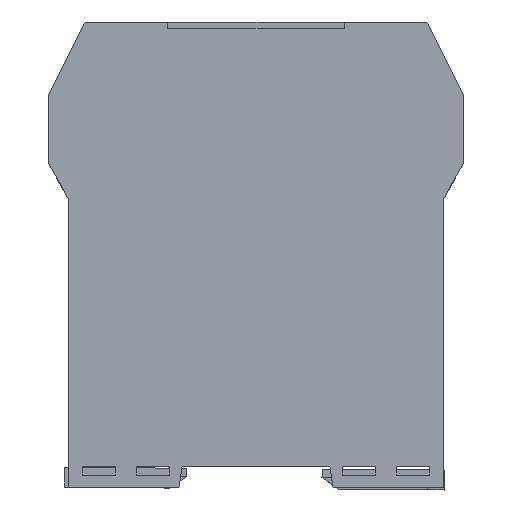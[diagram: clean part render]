
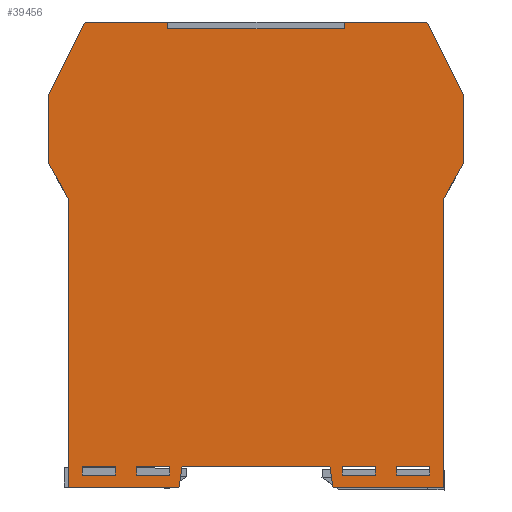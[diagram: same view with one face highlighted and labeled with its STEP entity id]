
A CAD part, top view. The second image highlights one B-rep face of the part: STEP entity #39456.
In plain terms, the highlighted planar face has unit normal (0, 0, 1).
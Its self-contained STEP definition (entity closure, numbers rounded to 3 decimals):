
#1148=LINE('',#55821,#6052);
#1152=LINE('',#55830,#6056);
#1156=LINE('',#55839,#6060);
#1160=LINE('',#55848,#6064);
#1174=LINE('',#55877,#6078);
#1178=LINE('',#55886,#6082);
#1182=LINE('',#55895,#6086);
#1186=LINE('',#55904,#6090);
#1206=LINE('',#55942,#6110);
#1217=LINE('',#55964,#6121);
#1230=LINE('',#55988,#6134);
#1241=LINE('',#56008,#6145);
#1249=LINE('',#56024,#6153);
#1276=LINE('',#56090,#6180);
#1278=LINE('',#56095,#6182);
#1664=LINE('',#56910,#6568);
#1667=LINE('',#56915,#6571);
#1669=LINE('',#56920,#6573);
#1671=LINE('',#56926,#6575);
#1673=LINE('',#56930,#6577);
#1675=LINE('',#56934,#6579);
#1677=LINE('',#56937,#6581);
#1678=LINE('',#56939,#6582);
#1679=LINE('',#56942,#6583);
#1681=LINE('',#56945,#6585);
#1682=LINE('',#56946,#6586);
#1683=LINE('',#56947,#6587);
#1684=LINE('',#56948,#6588);
#1685=LINE('',#56949,#6589);
#1687=LINE('',#56953,#6591);
#1689=LINE('',#56957,#6593);
#1691=LINE('',#56961,#6595);
#1693=LINE('',#56965,#6597);
#1695=LINE('',#56968,#6599);
#6052=VECTOR('',#44873,10.);
#6056=VECTOR('',#44879,10.);
#6060=VECTOR('',#44885,10.);
#6064=VECTOR('',#44891,10.);
#6078=VECTOR('',#44911,10.);
#6082=VECTOR('',#44917,10.);
#6086=VECTOR('',#44923,10.);
#6090=VECTOR('',#44929,10.);
#6110=VECTOR('',#44957,10.);
#6121=VECTOR('',#44976,10.);
#6134=VECTOR('',#44999,10.);
#6145=VECTOR('',#45018,10.);
#6153=VECTOR('',#45034,10.);
#6180=VECTOR('',#45077,10.);
#6182=VECTOR('',#45081,10.);
#6568=VECTOR('',#45845,10.);
#6571=VECTOR('',#45850,10.);
#6573=VECTOR('',#45854,10.);
#6575=VECTOR('',#45862,10.);
#6577=VECTOR('',#45866,10.);
#6579=VECTOR('',#45870,10.);
#6581=VECTOR('',#45874,10.);
#6582=VECTOR('',#45877,10.);
#6583=VECTOR('',#45880,10.);
#6585=VECTOR('',#45884,10.);
#6586=VECTOR('',#45885,10.);
#6587=VECTOR('',#45886,10.);
#6588=VECTOR('',#45887,10.);
#6589=VECTOR('',#45888,10.);
#6591=VECTOR('',#45892,10.);
#6593=VECTOR('',#45896,10.);
#6595=VECTOR('',#45900,10.);
#6597=VECTOR('',#45904,10.);
#6599=VECTOR('',#45908,10.);
#10950=PLANE('',#41741);
#12403=FACE_BOUND('',#15065,.T.);
#12404=FACE_BOUND('',#15066,.T.);
#12405=FACE_BOUND('',#15067,.T.);
#12406=FACE_BOUND('',#15068,.T.);
#12930=FACE_OUTER_BOUND('',#15064,.T.);
#15064=EDGE_LOOP('',(#29059,#29060,#29061,#29062,#29063,#29064,#29065,#29066,
#29067,#29068,#29069,#29070,#29071,#29072,#29073,#29074,#29075,#29076));
#15065=EDGE_LOOP('',(#29077,#29078,#29079,#29080));
#15066=EDGE_LOOP('',(#29081,#29082,#29083,#29084));
#15067=EDGE_LOOP('',(#29085,#29086,#29087,#29088));
#15068=EDGE_LOOP('',(#29089,#29090,#29091,#29092));
#18044=VERTEX_POINT('',#55819);
#18045=VERTEX_POINT('',#55820);
#18048=VERTEX_POINT('',#55828);
#18049=VERTEX_POINT('',#55829);
#18052=VERTEX_POINT('',#55837);
#18053=VERTEX_POINT('',#55838);
#18056=VERTEX_POINT('',#55846);
#18057=VERTEX_POINT('',#55847);
#18068=VERTEX_POINT('',#55875);
#18069=VERTEX_POINT('',#55876);
#18072=VERTEX_POINT('',#55884);
#18073=VERTEX_POINT('',#55885);
#18076=VERTEX_POINT('',#55893);
#18077=VERTEX_POINT('',#55894);
#18080=VERTEX_POINT('',#55902);
#18081=VERTEX_POINT('',#55903);
#18116=VERTEX_POINT('',#56021);
#18117=VERTEX_POINT('',#56023);
#18148=VERTEX_POINT('',#56088);
#18149=VERTEX_POINT('',#56092);
#18150=VERTEX_POINT('',#56094);
#18389=VERTEX_POINT('',#56907);
#18390=VERTEX_POINT('',#56909);
#18391=VERTEX_POINT('',#56913);
#18392=VERTEX_POINT('',#56917);
#18393=VERTEX_POINT('',#56919);
#18394=VERTEX_POINT('',#56925);
#18395=VERTEX_POINT('',#56929);
#18396=VERTEX_POINT('',#56933);
#18397=VERTEX_POINT('',#56941);
#18398=VERTEX_POINT('',#56952);
#18399=VERTEX_POINT('',#56956);
#18400=VERTEX_POINT('',#56960);
#18401=VERTEX_POINT('',#56964);
#21902=EDGE_CURVE('',#18044,#18045,#1148,.T.);
#21906=EDGE_CURVE('',#18048,#18049,#1152,.T.);
#21910=EDGE_CURVE('',#18052,#18053,#1156,.T.);
#21914=EDGE_CURVE('',#18056,#18057,#1160,.T.);
#21928=EDGE_CURVE('',#18068,#18069,#1174,.T.);
#21932=EDGE_CURVE('',#18072,#18073,#1178,.T.);
#21936=EDGE_CURVE('',#18076,#18077,#1182,.T.);
#21940=EDGE_CURVE('',#18080,#18081,#1186,.T.);
#21960=EDGE_CURVE('',#18057,#18052,#1206,.T.);
#21971=EDGE_CURVE('',#18049,#18044,#1217,.T.);
#21984=EDGE_CURVE('',#18073,#18068,#1230,.T.);
#21995=EDGE_CURVE('',#18081,#18076,#1241,.T.);
#22003=EDGE_CURVE('',#18116,#18117,#1249,.T.);
#22037=EDGE_CURVE('',#18148,#18116,#1276,.T.);
#22039=EDGE_CURVE('',#18149,#18150,#1278,.T.);
#22443=EDGE_CURVE('',#18389,#18390,#1664,.T.);
#22446=EDGE_CURVE('',#18391,#18389,#1667,.T.);
#22448=EDGE_CURVE('',#18392,#18393,#1669,.T.);
#22450=EDGE_CURVE('',#18393,#18394,#1671,.T.);
#22452=EDGE_CURVE('',#18394,#18395,#1673,.T.);
#22454=EDGE_CURVE('',#18395,#18396,#1675,.T.);
#22456=EDGE_CURVE('',#18396,#18391,#1677,.T.);
#22457=EDGE_CURVE('',#18390,#18148,#1678,.T.);
#22458=EDGE_CURVE('',#18117,#18397,#1679,.T.);
#22460=EDGE_CURVE('',#18077,#18080,#1681,.T.);
#22461=EDGE_CURVE('',#18069,#18072,#1682,.T.);
#22462=EDGE_CURVE('',#18397,#18149,#1683,.T.);
#22463=EDGE_CURVE('',#18053,#18056,#1684,.T.);
#22464=EDGE_CURVE('',#18045,#18048,#1685,.T.);
#22466=EDGE_CURVE('',#18150,#18398,#1687,.T.);
#22468=EDGE_CURVE('',#18398,#18399,#1689,.T.);
#22470=EDGE_CURVE('',#18399,#18400,#1691,.T.);
#22472=EDGE_CURVE('',#18400,#18401,#1693,.T.);
#22474=EDGE_CURVE('',#18401,#18392,#1695,.T.);
#29059=ORIENTED_EDGE('',*,*,#22450,.F.);
#29060=ORIENTED_EDGE('',*,*,#22448,.F.);
#29061=ORIENTED_EDGE('',*,*,#22474,.F.);
#29062=ORIENTED_EDGE('',*,*,#22472,.F.);
#29063=ORIENTED_EDGE('',*,*,#22470,.F.);
#29064=ORIENTED_EDGE('',*,*,#22468,.F.);
#29065=ORIENTED_EDGE('',*,*,#22466,.F.);
#29066=ORIENTED_EDGE('',*,*,#22039,.F.);
#29067=ORIENTED_EDGE('',*,*,#22462,.F.);
#29068=ORIENTED_EDGE('',*,*,#22458,.F.);
#29069=ORIENTED_EDGE('',*,*,#22003,.F.);
#29070=ORIENTED_EDGE('',*,*,#22037,.F.);
#29071=ORIENTED_EDGE('',*,*,#22457,.F.);
#29072=ORIENTED_EDGE('',*,*,#22443,.F.);
#29073=ORIENTED_EDGE('',*,*,#22446,.F.);
#29074=ORIENTED_EDGE('',*,*,#22456,.F.);
#29075=ORIENTED_EDGE('',*,*,#22454,.F.);
#29076=ORIENTED_EDGE('',*,*,#22452,.F.);
#29077=ORIENTED_EDGE('',*,*,#21906,.T.);
#29078=ORIENTED_EDGE('',*,*,#21971,.T.);
#29079=ORIENTED_EDGE('',*,*,#21902,.T.);
#29080=ORIENTED_EDGE('',*,*,#22464,.T.);
#29081=ORIENTED_EDGE('',*,*,#21914,.T.);
#29082=ORIENTED_EDGE('',*,*,#21960,.T.);
#29083=ORIENTED_EDGE('',*,*,#21910,.T.);
#29084=ORIENTED_EDGE('',*,*,#22463,.T.);
#29085=ORIENTED_EDGE('',*,*,#21932,.T.);
#29086=ORIENTED_EDGE('',*,*,#21984,.T.);
#29087=ORIENTED_EDGE('',*,*,#21928,.T.);
#29088=ORIENTED_EDGE('',*,*,#22461,.T.);
#29089=ORIENTED_EDGE('',*,*,#21940,.T.);
#29090=ORIENTED_EDGE('',*,*,#21995,.T.);
#29091=ORIENTED_EDGE('',*,*,#21936,.T.);
#29092=ORIENTED_EDGE('',*,*,#22460,.T.);
#39456=ADVANCED_FACE('',(#12930,#12403,#12404,#12405,#12406),#10950,.T.);
#41741=AXIS2_PLACEMENT_3D('',#56969,#45909,#45910);
#44873=DIRECTION('',(0.,1.,0.));
#44879=DIRECTION('',(0.,-1.,0.));
#44885=DIRECTION('',(0.,1.,0.));
#44891=DIRECTION('',(0.,-1.,0.));
#44911=DIRECTION('',(0.,1.,0.));
#44917=DIRECTION('',(0.,-1.,0.));
#44923=DIRECTION('',(0.,1.,0.));
#44929=DIRECTION('',(0.,-1.,0.));
#44957=DIRECTION('',(-1.,0.,0.));
#44976=DIRECTION('',(-1.,0.,0.));
#44999=DIRECTION('',(-1.,0.,0.));
#45018=DIRECTION('',(-1.,0.,0.));
#45034=DIRECTION('',(-1.,0.,0.));
#45077=DIRECTION('',(0.,-1.,0.));
#45081=DIRECTION('',(-0.148,-0.989,0.));
#45845=DIRECTION('',(0.,-1.,0.));
#45850=DIRECTION('',(0.451,-0.892,0.));
#45854=DIRECTION('',(1.,0.,0.));
#45862=DIRECTION('',(0.,-1.,0.));
#45866=DIRECTION('',(1.,0.,0.));
#45870=DIRECTION('',(0.,1.,0.));
#45874=DIRECTION('',(1.,0.,0.));
#45877=DIRECTION('',(-0.49,-0.872,0.));
#45880=DIRECTION('',(-0.148,0.989,0.));
#45884=DIRECTION('',(1.,0.,0.));
#45885=DIRECTION('',(1.,0.,0.));
#45886=DIRECTION('',(-1.,0.,0.));
#45887=DIRECTION('',(1.,0.,0.));
#45888=DIRECTION('',(1.,0.,0.));
#45892=DIRECTION('',(-1.,0.,0.));
#45896=DIRECTION('',(0.,1.,0.));
#45900=DIRECTION('',(-0.49,0.872,0.));
#45904=DIRECTION('',(0.,1.,0.));
#45908=DIRECTION('',(0.451,0.892,0.));
#45909=DIRECTION('center_axis',(0.,0.,1.));
#45910=DIRECTION('ref_axis',(1.,0.,0.));
#55819=CARTESIAN_POINT('',(-0.7,-107.25,8.75));
#55820=CARTESIAN_POINT('',(-0.7,-105.15,8.75));
#55821=CARTESIAN_POINT('',(-0.7,-81.623,8.75));
#55828=CARTESIAN_POINT('',(7.2,-105.15,8.75));
#55829=CARTESIAN_POINT('',(7.2,-107.25,8.75));
#55830=CARTESIAN_POINT('',(7.2,-80.573,8.75));
#55837=CARTESIAN_POINT('',(12.2,-107.25,8.75));
#55838=CARTESIAN_POINT('',(12.2,-105.15,8.75));
#55839=CARTESIAN_POINT('',(12.2,-81.623,8.75));
#55846=CARTESIAN_POINT('',(20.1,-105.15,8.75));
#55847=CARTESIAN_POINT('',(20.1,-107.25,8.75));
#55848=CARTESIAN_POINT('',(20.1,-80.573,8.75));
#55875=CARTESIAN_POINT('',(60.9,-107.25,8.75));
#55876=CARTESIAN_POINT('',(60.9,-105.15,8.75));
#55877=CARTESIAN_POINT('',(60.9,-81.623,8.75));
#55884=CARTESIAN_POINT('',(68.8,-105.15,8.75));
#55885=CARTESIAN_POINT('',(68.8,-107.25,8.75));
#55886=CARTESIAN_POINT('',(68.8,-80.573,8.75));
#55893=CARTESIAN_POINT('',(73.8,-107.25,8.75));
#55894=CARTESIAN_POINT('',(73.8,-105.15,8.75));
#55895=CARTESIAN_POINT('',(73.8,-81.623,8.75));
#55902=CARTESIAN_POINT('',(81.7,-105.15,8.75));
#55903=CARTESIAN_POINT('',(81.7,-107.25,8.75));
#55904=CARTESIAN_POINT('',(81.7,-80.573,8.75));
#55942=CARTESIAN_POINT('',(30.3,-107.25,8.75));
#55964=CARTESIAN_POINT('',(23.85,-107.25,8.75));
#55988=CARTESIAN_POINT('',(54.65,-107.25,8.75));
#56008=CARTESIAN_POINT('',(61.1,-107.25,8.75));
#56021=CARTESIAN_POINT('',(85.,-110.15,8.75));
#56023=CARTESIAN_POINT('',(58.75,-110.15,8.75));
#56024=CARTESIAN_POINT('',(85.,-110.15,8.75));
#56088=CARTESIAN_POINT('',(85.,-41.65,8.75));
#56090=CARTESIAN_POINT('',(85.,-41.65,8.75));
#56092=CARTESIAN_POINT('',(23.,-105.15,8.75));
#56094=CARTESIAN_POINT('',(22.25,-110.15,8.75));
#56095=CARTESIAN_POINT('',(23.,-105.15,8.75));
#56907=CARTESIAN_POINT('',(89.75,-17.3,8.75));
#56909=CARTESIAN_POINT('',(89.75,-33.2,8.75));
#56910=CARTESIAN_POINT('',(89.75,-17.3,8.75));
#56913=CARTESIAN_POINT('',(81.,0.,8.75));
#56915=CARTESIAN_POINT('',(81.,0.,8.75));
#56917=CARTESIAN_POINT('',(0.,0.,8.75));
#56919=CARTESIAN_POINT('',(19.6,0.,8.75));
#56920=CARTESIAN_POINT('',(0.,0.,8.75));
#56925=CARTESIAN_POINT('',(19.6,-1.5,8.75));
#56926=CARTESIAN_POINT('',(19.6,0.,8.75));
#56929=CARTESIAN_POINT('',(61.4,-1.5,8.75));
#56930=CARTESIAN_POINT('',(19.6,-1.5,8.75));
#56933=CARTESIAN_POINT('',(61.4,0.,8.75));
#56934=CARTESIAN_POINT('',(61.4,-1.5,8.75));
#56937=CARTESIAN_POINT('',(61.4,0.,8.75));
#56939=CARTESIAN_POINT('',(89.75,-33.2,8.75));
#56941=CARTESIAN_POINT('',(58.,-105.15,8.75));
#56942=CARTESIAN_POINT('',(58.75,-110.15,8.75));
#56945=CARTESIAN_POINT('',(57.15,-105.15,8.75));
#56946=CARTESIAN_POINT('',(50.7,-105.15,8.75));
#56947=CARTESIAN_POINT('',(58.,-105.15,8.75));
#56948=CARTESIAN_POINT('',(26.35,-105.15,8.75));
#56949=CARTESIAN_POINT('',(19.9,-105.15,8.75));
#56952=CARTESIAN_POINT('',(-4.,-110.15,8.75));
#56953=CARTESIAN_POINT('',(22.25,-110.15,8.75));
#56956=CARTESIAN_POINT('',(-4.,-41.65,8.75));
#56957=CARTESIAN_POINT('',(-4.,-110.15,8.75));
#56960=CARTESIAN_POINT('',(-8.75,-33.2,8.75));
#56961=CARTESIAN_POINT('',(-4.,-41.65,8.75));
#56964=CARTESIAN_POINT('',(-8.75,-17.3,8.75));
#56965=CARTESIAN_POINT('',(-8.75,-33.2,8.75));
#56968=CARTESIAN_POINT('',(-8.75,-17.3,8.75));
#56969=CARTESIAN_POINT('Origin',(40.5,-55.997,8.75));
